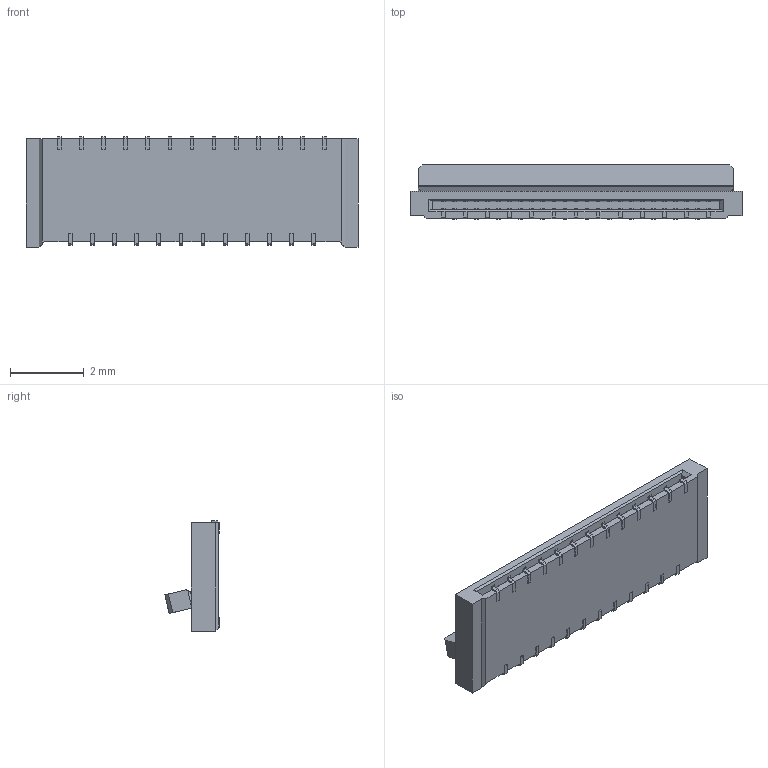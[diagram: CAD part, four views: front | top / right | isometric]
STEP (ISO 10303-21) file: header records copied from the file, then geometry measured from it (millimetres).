
FILE_DESCRIPTION((''),'2;1');
FILE_NAME('5047542520','2019-04-10T',('gga'),(''),'PRO/ENGINEER BY PARAMETRIC TECHNOLOGY CORPORATION, 2016010','PRO/ENGINEER BY PARAMETRIC TECHNOLOGY CORPORATION, 2016010','');
FILE_SCHEMA(('CONFIG_CONTROL_DESIGN'));
Length unit declared in the file: millimetre
Products named in the file (1): 5047542520
Bounding box: 9 x 1.47 x 3 mm (x, y, z)
Volume: 15.5 mm3; surface area: 122.3 mm2
Topology: 1 solids, 1 shells, 1015 faces, 3101 edges, 2090 vertices
Faces by surface type: plane 799, cylinder 216
Entity records: 34320 total; most frequent: CARTESIAN_POINT 6112, ORIENTED_EDGE 6002, DIRECTION 5563, EDGE_CURVE 3001, VECTOR 2667, LINE 2667, VERTEX_POINT 1990, AXIS2_PLACEMENT_3D 1448
